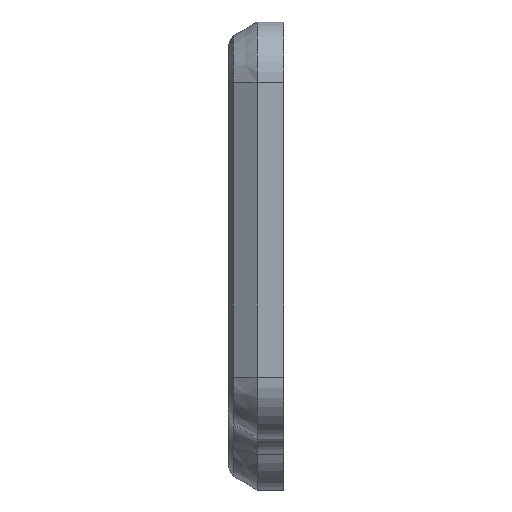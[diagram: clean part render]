
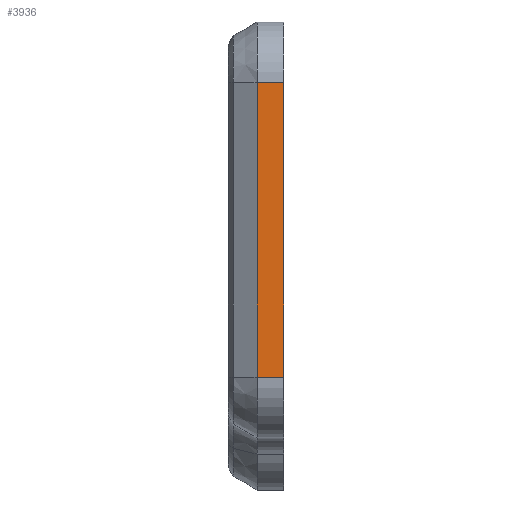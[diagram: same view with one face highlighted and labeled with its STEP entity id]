
A CAD part, left-side view. The second image highlights one B-rep face of the part: STEP entity #3936.
In plain terms, the highlighted planar face has unit normal (-1, 0, 0).
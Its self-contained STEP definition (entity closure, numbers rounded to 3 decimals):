
#164=PLANE('',#4335);
#370=FACE_OUTER_BOUND('',#595,.T.);
#595=EDGE_LOOP('',(#3636,#3637,#3638,#3639));
#1137=LINE('',#6552,#1538);
#1145=LINE('',#6578,#1546);
#1165=LINE('',#6643,#1566);
#1167=LINE('',#6647,#1568);
#1538=VECTOR('',#5373,10.);
#1546=VECTOR('',#5409,10.);
#1566=VECTOR('',#5481,10.);
#1568=VECTOR('',#5487,10.);
#1913=VERTEX_POINT('',#6515);
#1923=VERTEX_POINT('',#6551);
#1927=VERTEX_POINT('',#6577);
#1946=VERTEX_POINT('',#6639);
#2466=EDGE_CURVE('',#1923,#1913,#1137,.T.);
#2478=EDGE_CURVE('',#1927,#1923,#1145,.T.);
#2511=EDGE_CURVE('',#1946,#1913,#1165,.T.);
#2513=EDGE_CURVE('',#1927,#1946,#1167,.T.);
#3636=ORIENTED_EDGE('',*,*,#2511,.F.);
#3637=ORIENTED_EDGE('',*,*,#2513,.F.);
#3638=ORIENTED_EDGE('',*,*,#2478,.T.);
#3639=ORIENTED_EDGE('',*,*,#2466,.T.);
#3936=ADVANCED_FACE('',(#370),#164,.T.);
#4335=AXIS2_PLACEMENT_3D('',#6646,#5485,#5486);
#5373=DIRECTION('',(0.,1.,0.));
#5409=DIRECTION('',(0.,0.,1.));
#5481=DIRECTION('',(0.,0.,1.));
#5485=DIRECTION('center_axis',(-1.,0.,0.));
#5486=DIRECTION('ref_axis',(0.,0.,1.));
#5487=DIRECTION('',(0.,1.,0.));
#6515=CARTESIAN_POINT('',(-32.,4.804,31.5));
#6551=CARTESIAN_POINT('',(-32.,0.,31.5));
#6552=CARTESIAN_POINT('',(-32.,0.,31.5));
#6577=CARTESIAN_POINT('',(-32.,0.,-22.));
#6578=CARTESIAN_POINT('',(-32.,0.,-22.));
#6639=CARTESIAN_POINT('',(-32.,4.804,-22.));
#6643=CARTESIAN_POINT('',(-32.,4.804,10.625));
#6646=CARTESIAN_POINT('Origin',(-32.,0.,-22.));
#6647=CARTESIAN_POINT('',(-32.,0.,-22.));
